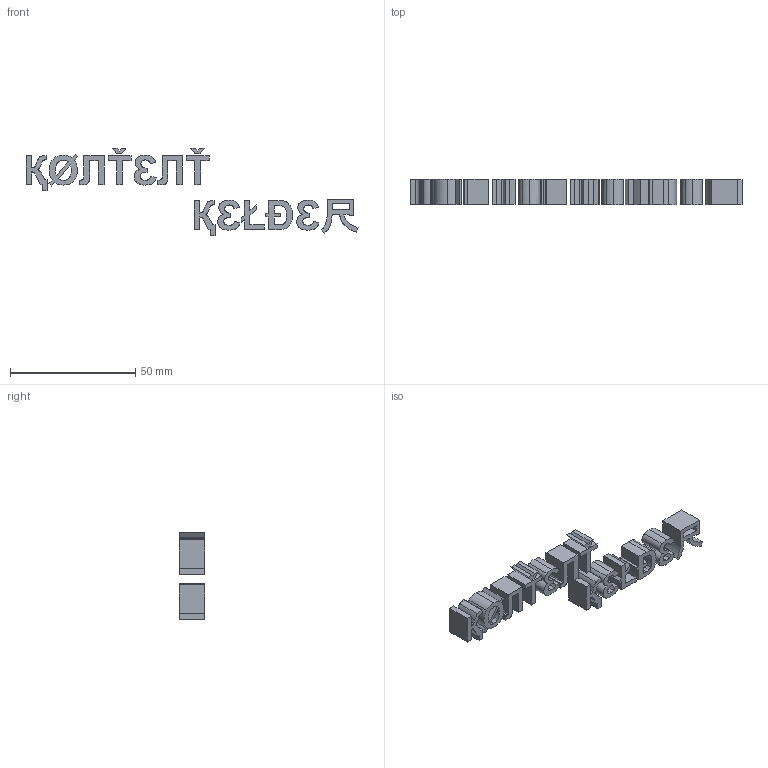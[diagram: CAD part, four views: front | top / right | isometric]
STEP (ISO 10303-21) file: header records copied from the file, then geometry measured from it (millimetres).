
FILE_DESCRIPTION(/* description */ (''),/* implementation_level */ '2;1');
FILE_NAME(/* name */ 'Component2.stp',/* time_stamp */ '2025-09-12T00:17:34+02:00',/* author */ (''),/* organization */ (''),/* preprocessor_version */ 'ST-DEVELOPER v20.1',/* originating_system */ 'Autodesk Translation Framework v14.10.0.0',/* authorisation */ '');
FILE_SCHEMA (('AUTOMOTIVE_DESIGN { 1 0 10303 214 3 1 1 }'));
Length unit declared in the file: millimetre
Products named in the file (1): FusionComponent
Bounding box: 132.3 x 10 x 34.98 mm (x, y, z)
Volume: 7776.3 mm3; surface area: 9655.4 mm2
Topology: 15 solids, 15 shells, 313 faces, 849 edges, 566 vertices
Faces by surface type: plane 175, bspline 138
Entity records: 9954 total; most frequent: CARTESIAN_POINT 2971, ORIENTED_EDGE 1698, DIRECTION 925, EDGE_CURVE 849, LINE 573, VECTOR 573, VERTEX_POINT 566, EDGE_LOOP 321
